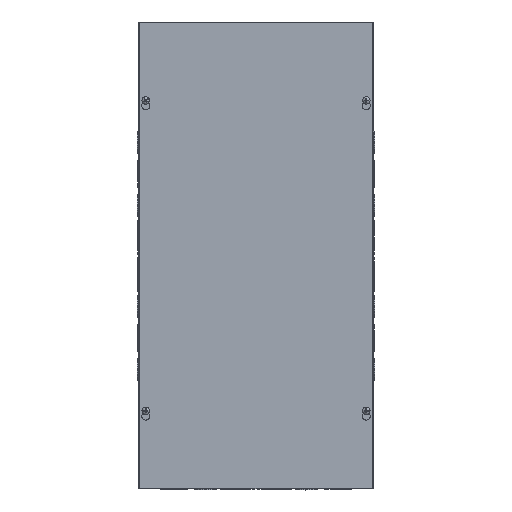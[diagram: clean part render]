
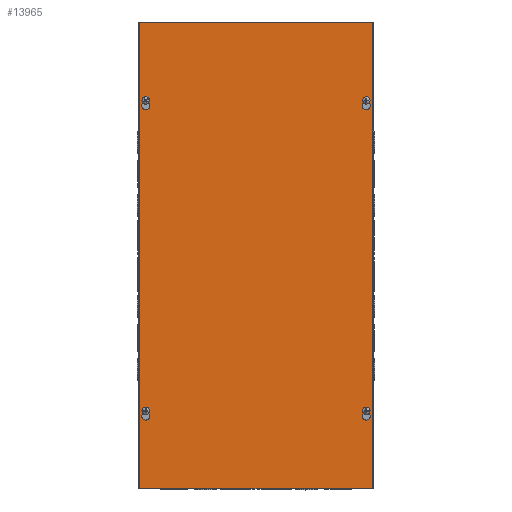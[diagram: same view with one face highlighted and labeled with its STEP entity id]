
A CAD part, top view. The second image highlights one B-rep face of the part: STEP entity #13965.
In plain terms, the highlighted planar face has unit normal (0, 0, 1).
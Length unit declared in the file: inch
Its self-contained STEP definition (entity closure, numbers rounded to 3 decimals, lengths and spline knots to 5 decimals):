
#274=FACE_BOUND($,#2309,.T.);
#275=FACE_BOUND($,#2310,.T.);
#276=FACE_BOUND($,#2311,.T.);
#277=FACE_BOUND($,#2312,.T.);
#278=FACE_BOUND($,#2313,.T.);
#560=CIRCLE($,#14985,0.203);
#562=CIRCLE($,#14989,0.125);
#564=CIRCLE($,#14993,0.203);
#566=CIRCLE($,#14997,0.125);
#568=CIRCLE($,#15001,0.203);
#570=CIRCLE($,#15005,0.125);
#572=CIRCLE($,#15009,0.203);
#574=CIRCLE($,#15013,0.125);
#2309=EDGE_LOOP($,(#11780,#11781,#11782,#11783));
#2310=EDGE_LOOP($,(#11784,#11785,#11786,#11787));
#2311=EDGE_LOOP($,(#11788,#11789,#11790,#11791));
#2312=EDGE_LOOP($,(#11792,#11793,#11794,#11795));
#2313=EDGE_LOOP($,(#11796,#11797,#11798,#11799));
#3722=LINE($,#22224,#5156);
#3726=LINE($,#22236,#5160);
#3730=LINE($,#22248,#5164);
#3734=LINE($,#22260,#5168);
#3738=LINE($,#22272,#5172);
#3742=LINE($,#22284,#5176);
#3746=LINE($,#22296,#5180);
#3750=LINE($,#22308,#5184);
#3752=LINE($,#22316,#5186);
#3756=LINE($,#22324,#5190);
#3759=LINE($,#22330,#5193);
#3762=LINE($,#22335,#5196);
#5156=VECTOR($,#18422,0.26996);
#5160=VECTOR($,#18434,0.26996);
#5164=VECTOR($,#18446,0.26996);
#5168=VECTOR($,#18458,0.26996);
#5172=VECTOR($,#18470,0.26996);
#5176=VECTOR($,#18482,0.26996);
#5180=VECTOR($,#18494,0.26996);
#5184=VECTOR($,#18506,0.26996);
#5186=VECTOR($,#18516,24.);
#5190=VECTOR($,#18522,12.);
#5193=VECTOR($,#18527,24.);
#5196=VECTOR($,#18532,12.);
#6264=VERTEX_POINT($,#22221);
#6265=VERTEX_POINT($,#22223);
#6267=VERTEX_POINT($,#22229);
#6269=VERTEX_POINT($,#22235);
#6272=VERTEX_POINT($,#22245);
#6273=VERTEX_POINT($,#22247);
#6275=VERTEX_POINT($,#22253);
#6277=VERTEX_POINT($,#22259);
#6280=VERTEX_POINT($,#22269);
#6281=VERTEX_POINT($,#22271);
#6283=VERTEX_POINT($,#22277);
#6285=VERTEX_POINT($,#22283);
#6288=VERTEX_POINT($,#22293);
#6289=VERTEX_POINT($,#22295);
#6291=VERTEX_POINT($,#22301);
#6293=VERTEX_POINT($,#22307);
#6294=VERTEX_POINT($,#22314);
#6295=VERTEX_POINT($,#22315);
#6298=VERTEX_POINT($,#22323);
#6300=VERTEX_POINT($,#22329);
#8005=EDGE_CURVE($,#6265,#6264,#3722,.T.);
#8008=EDGE_CURVE($,#6267,#6265,#560,.T.);
#8011=EDGE_CURVE($,#6269,#6267,#3726,.T.);
#8014=EDGE_CURVE($,#6264,#6269,#562,.T.);
#8017=EDGE_CURVE($,#6273,#6272,#3730,.T.);
#8020=EDGE_CURVE($,#6275,#6273,#564,.T.);
#8023=EDGE_CURVE($,#6277,#6275,#3734,.T.);
#8026=EDGE_CURVE($,#6272,#6277,#566,.T.);
#8029=EDGE_CURVE($,#6281,#6280,#3738,.T.);
#8032=EDGE_CURVE($,#6283,#6281,#568,.T.);
#8035=EDGE_CURVE($,#6285,#6283,#3742,.T.);
#8038=EDGE_CURVE($,#6280,#6285,#570,.T.);
#8041=EDGE_CURVE($,#6289,#6288,#3746,.T.);
#8044=EDGE_CURVE($,#6291,#6289,#572,.T.);
#8047=EDGE_CURVE($,#6293,#6291,#3750,.T.);
#8050=EDGE_CURVE($,#6288,#6293,#574,.T.);
#8051=EDGE_CURVE($,#6294,#6295,#3752,.T.);
#8055=EDGE_CURVE($,#6295,#6298,#3756,.T.);
#8058=EDGE_CURVE($,#6298,#6300,#3759,.T.);
#8061=EDGE_CURVE($,#6300,#6294,#3762,.T.);
#11780=ORIENTED_EDGE($,*,*,#8005,.T.);
#11781=ORIENTED_EDGE($,*,*,#8014,.T.);
#11782=ORIENTED_EDGE($,*,*,#8011,.T.);
#11783=ORIENTED_EDGE($,*,*,#8008,.T.);
#11784=ORIENTED_EDGE($,*,*,#8017,.T.);
#11785=ORIENTED_EDGE($,*,*,#8026,.T.);
#11786=ORIENTED_EDGE($,*,*,#8023,.T.);
#11787=ORIENTED_EDGE($,*,*,#8020,.T.);
#11788=ORIENTED_EDGE($,*,*,#8029,.T.);
#11789=ORIENTED_EDGE($,*,*,#8038,.T.);
#11790=ORIENTED_EDGE($,*,*,#8035,.T.);
#11791=ORIENTED_EDGE($,*,*,#8032,.T.);
#11792=ORIENTED_EDGE($,*,*,#8041,.T.);
#11793=ORIENTED_EDGE($,*,*,#8050,.T.);
#11794=ORIENTED_EDGE($,*,*,#8047,.T.);
#11795=ORIENTED_EDGE($,*,*,#8044,.T.);
#11796=ORIENTED_EDGE($,*,*,#8051,.F.);
#11797=ORIENTED_EDGE($,*,*,#8061,.F.);
#11798=ORIENTED_EDGE($,*,*,#8058,.F.);
#11799=ORIENTED_EDGE($,*,*,#8055,.F.);
#12491=PLANE($,#15019);
#13965=ADVANCED_FACE($,(#274,#275,#276,#277,#278),#12491,.T.);
#14985=AXIS2_PLACEMENT_3D($,#22230,#18428,#18429);
#14989=AXIS2_PLACEMENT_3D($,#22240,#18440,#18441);
#14993=AXIS2_PLACEMENT_3D($,#22254,#18452,#18453);
#14997=AXIS2_PLACEMENT_3D($,#22264,#18464,#18465);
#15001=AXIS2_PLACEMENT_3D($,#22278,#18476,#18477);
#15005=AXIS2_PLACEMENT_3D($,#22288,#18488,#18489);
#15009=AXIS2_PLACEMENT_3D($,#22302,#18500,#18501);
#15013=AXIS2_PLACEMENT_3D($,#22312,#18512,#18513);
#15019=AXIS2_PLACEMENT_3D($,#22338,#18536,#18537);
#18422=DIRECTION($,(0.278,0.961,0.));
#18428=DIRECTION('center_axis',(0.,0.,-1.));
#18429=DIRECTION('ref_axis',(-0.961,0.278,0.));
#18434=DIRECTION($,(0.278,-0.961,0.));
#18440=DIRECTION('center_axis',(0.,0.,-1.));
#18441=DIRECTION('ref_axis',(0.961,0.278,0.));
#18446=DIRECTION($,(0.278,0.961,0.));
#18452=DIRECTION('center_axis',(0.,0.,-1.));
#18453=DIRECTION('ref_axis',(-0.961,0.278,0.));
#18458=DIRECTION($,(0.278,-0.961,0.));
#18464=DIRECTION('center_axis',(0.,0.,-1.));
#18465=DIRECTION('ref_axis',(0.961,0.278,0.));
#18470=DIRECTION($,(0.278,0.961,0.));
#18476=DIRECTION('center_axis',(0.,0.,-1.));
#18477=DIRECTION('ref_axis',(-0.961,0.278,0.));
#18482=DIRECTION($,(0.278,-0.961,0.));
#18488=DIRECTION('center_axis',(0.,0.,-1.));
#18489=DIRECTION('ref_axis',(0.961,0.278,0.));
#18494=DIRECTION($,(0.278,0.961,0.));
#18500=DIRECTION('center_axis',(0.,0.,-1.));
#18501=DIRECTION('ref_axis',(-0.961,0.278,0.));
#18506=DIRECTION($,(0.278,-0.961,0.));
#18512=DIRECTION('center_axis',(0.,0.,-1.));
#18513=DIRECTION('ref_axis',(0.961,0.278,0.));
#18516=DIRECTION($,(0.,1.,0.));
#18522=DIRECTION($,(1.,0.,0.));
#18527=DIRECTION($,(0.,-1.,0.));
#18532=DIRECTION($,(-1.,0.,0.));
#18536=DIRECTION('center_axis',(0.,0.,1.));
#18537=DIRECTION('ref_axis',(1.,0.,0.));
#22221=CARTESIAN_POINT('',(11.56741,4.0347,0.0625));
#22223=CARTESIAN_POINT('',(11.49248,3.77535,0.0625));
#22224=CARTESIAN_POINT($,(12.41499,6.96815,0.0625));
#22229=CARTESIAN_POINT('',(11.88252,3.77535,0.0625));
#22230=CARTESIAN_POINT('Origin',(11.6875,3.719,0.0625));
#22235=CARTESIAN_POINT('',(11.80759,4.0347,0.0625));
#22236=CARTESIAN_POINT($,(10.55925,8.35517,0.0625));
#22240=CARTESIAN_POINT('Origin',(11.6875,4.,0.0625));
#22245=CARTESIAN_POINT('',(0.19241,4.0347,0.0625));
#22247=CARTESIAN_POINT('',(0.11748,3.77535,0.0625));
#22248=CARTESIAN_POINT($,(1.47821,8.48484,0.0625));
#22253=CARTESIAN_POINT('',(0.50752,3.77535,0.0625));
#22254=CARTESIAN_POINT('Origin',(0.3125,3.719,0.0625));
#22259=CARTESIAN_POINT('',(0.43259,4.0347,0.0625));
#22260=CARTESIAN_POINT($,(-0.37752,6.83847,0.0625));
#22264=CARTESIAN_POINT('Origin',(0.3125,4.,0.0625));
#22269=CARTESIAN_POINT('',(11.56741,20.0347,0.0625));
#22271=CARTESIAN_POINT('',(11.49248,19.77535,0.0625));
#22272=CARTESIAN_POINT($,(10.28161,15.58455,0.0625));
#22277=CARTESIAN_POINT('',(11.88252,19.77535,0.0625));
#22278=CARTESIAN_POINT('Origin',(11.6875,19.719,0.0625));
#22283=CARTESIAN_POINT('',(11.80759,20.0347,0.0625));
#22284=CARTESIAN_POINT($,(12.69263,16.97157,0.0625));
#22288=CARTESIAN_POINT('Origin',(11.6875,20.,0.0625));
#22293=CARTESIAN_POINT('',(0.19241,20.0347,0.0625));
#22295=CARTESIAN_POINT('',(0.11748,19.77535,0.0625));
#22296=CARTESIAN_POINT($,(-0.65516,17.10125,0.0625));
#22301=CARTESIAN_POINT('',(0.50752,19.77535,0.0625));
#22302=CARTESIAN_POINT('Origin',(0.3125,19.719,0.0625));
#22307=CARTESIAN_POINT('',(0.43259,20.0347,0.0625));
#22308=CARTESIAN_POINT($,(1.75586,15.45488,0.0625));
#22312=CARTESIAN_POINT('Origin',(0.3125,20.,0.0625));
#22314=CARTESIAN_POINT('',(0.,0.,0.0625));
#22315=CARTESIAN_POINT('',(0.,24.,0.0625));
#22316=CARTESIAN_POINT($,(0.,24.,0.0625));
#22323=CARTESIAN_POINT('',(12.,24.,0.0625));
#22324=CARTESIAN_POINT($,(12.,24.,0.0625));
#22329=CARTESIAN_POINT('',(12.,0.,0.0625));
#22330=CARTESIAN_POINT($,(12.,0.,0.0625));
#22335=CARTESIAN_POINT($,(0.,0.,0.0625));
#22338=CARTESIAN_POINT('Origin',(6.,12.,0.0625));
